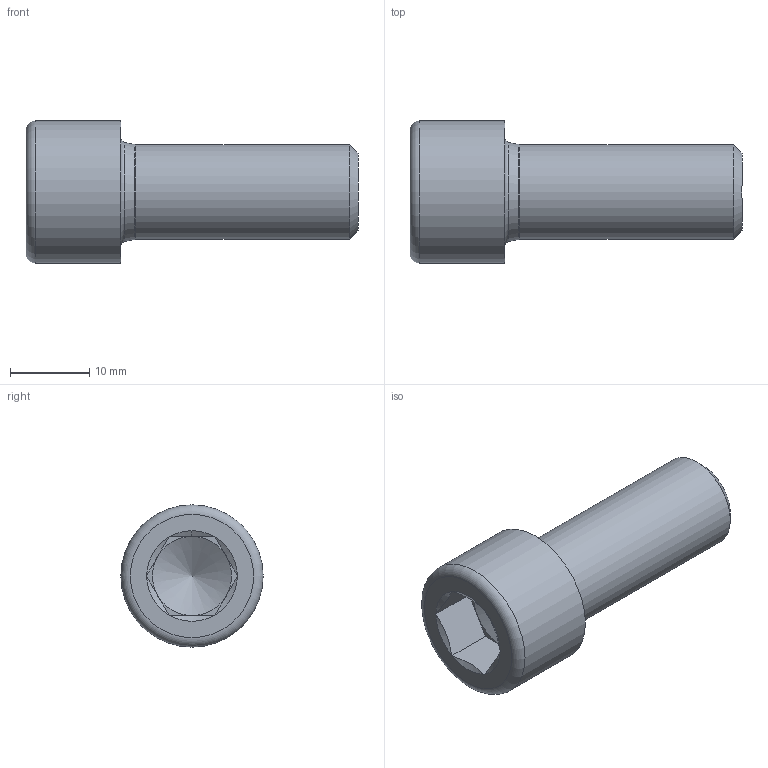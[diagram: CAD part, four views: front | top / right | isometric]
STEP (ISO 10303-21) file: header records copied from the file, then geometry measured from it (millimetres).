
FILE_DESCRIPTION(/* description */ ('Alibre Inc.'),/* implementation_level */ '2;1');
FILE_NAME(/* name */ 'export-C626BECF-7AC4-4F1F-9A10-402EB25C622A',/* time_stamp */ '2022-06-23T11:24:04+02:00',/* author */ (''),/* organization */ (''),/* preprocessor_version */ 'ST-DEVELOPER v17',/* originating_system */ 'Alibre',/* authorisation */ '');
FILE_SCHEMA (('AUTOMOTIVE_DESIGN'));
Length unit declared in the file: millimetre
Products named in the file (1): HI_Cylinder head screw DIN 912 M12x30 07000.120.030(High)
Bounding box: 42 x 18 x 18 mm (x, y, z)
Volume: 5825.5 mm3; surface area: 2459.9 mm2
Topology: 1 solids, 1 shells, 30 faces, 73 edges, 46 vertices
Faces by surface type: plane 15, cone 10, torus 3, cylinder 2
Full cylindrical faces by diameter (mm): 12 x1, 18 x1
Entity records: 911 total; most frequent: CARTESIAN_POINT 162, ORIENTED_EDGE 144, DIRECTION 136, EDGE_CURVE 72, AXIS2_PLACEMENT_3D 59, VERTEX_POINT 46, VECTOR 36, LINE 36
